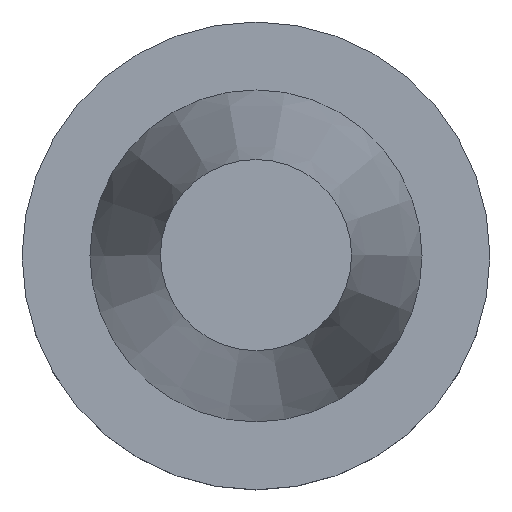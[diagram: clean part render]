
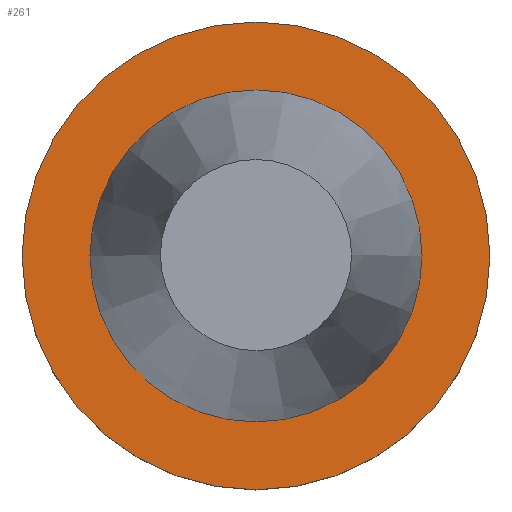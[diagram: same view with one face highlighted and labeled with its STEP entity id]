
A CAD part, top view. The second image highlights one B-rep face of the part: STEP entity #261.
In plain terms, the highlighted planar face has unit normal (0, 0, 1).
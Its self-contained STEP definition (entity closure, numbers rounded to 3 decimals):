
#15 = DIRECTION ( 'NONE',  ( 0., 0., 1. ) ) ;
#21 = EDGE_LOOP ( 'NONE', ( #23 ) ) ;
#23 = ORIENTED_EDGE ( 'NONE', *, *, #202, .T. ) ;
#86 = EDGE_CURVE ( 'NONE', #384, #384, #230, .T. ) ;
#100 = FACE_BOUND ( 'NONE', #268, .T. ) ;
#145 = DIRECTION ( 'NONE',  ( 1., 0., 0. ) ) ;
#155 = DIRECTION ( 'NONE',  ( 0., 0., 1. ) ) ;
#158 = DIRECTION ( 'NONE',  ( 1., 0., 0. ) ) ;
#161 = PLANE ( 'NONE',  #197 ) ;
#177 = VERTEX_POINT ( 'NONE', #316 ) ;
#182 = CARTESIAN_POINT ( 'NONE',  ( 0., 0., -1.5 ) ) ;
#185 = FACE_OUTER_BOUND ( 'NONE', #21, .T. ) ;
#197 = AXIS2_PLACEMENT_3D ( 'NONE', #222, #335, #219 ) ;
#202 = EDGE_CURVE ( 'NONE', #177, #177, #347, .T. ) ;
#219 = DIRECTION ( 'NONE',  ( -1., 0., 0. ) ) ;
#222 = CARTESIAN_POINT ( 'NONE',  ( 0., 49.215, -1.5 ) ) ;
#230 = CIRCLE ( 'NONE', #349, 34.925 ) ;
#257 = ORIENTED_EDGE ( 'NONE', *, *, #86, .F. ) ;
#261 = ADVANCED_FACE ( 'NONE', ( #100, #185 ), #161, .F. ) ;
#268 = EDGE_LOOP ( 'NONE', ( #257 ) ) ;
#283 = AXIS2_PLACEMENT_3D ( 'NONE', #182, #155, #158 ) ;
#288 = CARTESIAN_POINT ( 'NONE',  ( 0., 0., -1.5 ) ) ;
#316 = CARTESIAN_POINT ( 'NONE',  ( 49.215, 0., -1.5 ) ) ;
#318 = CARTESIAN_POINT ( 'NONE',  ( 34.925, 0., -1.5 ) ) ;
#335 = DIRECTION ( 'NONE',  ( 0., 0., -1. ) ) ;
#347 = CIRCLE ( 'NONE', #283, 49.215 ) ;
#349 = AXIS2_PLACEMENT_3D ( 'NONE', #288, #15, #145 ) ;
#384 = VERTEX_POINT ( 'NONE', #318 ) ;
